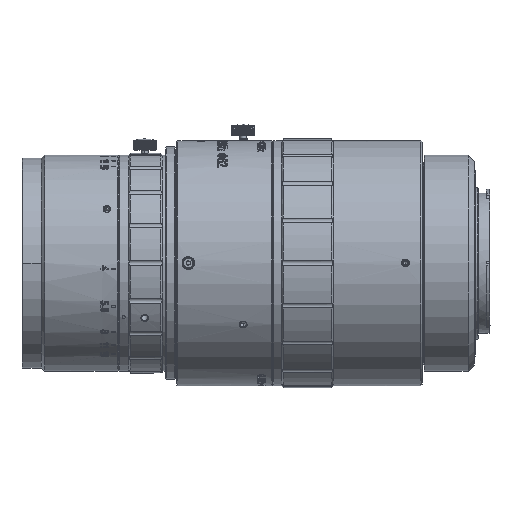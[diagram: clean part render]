
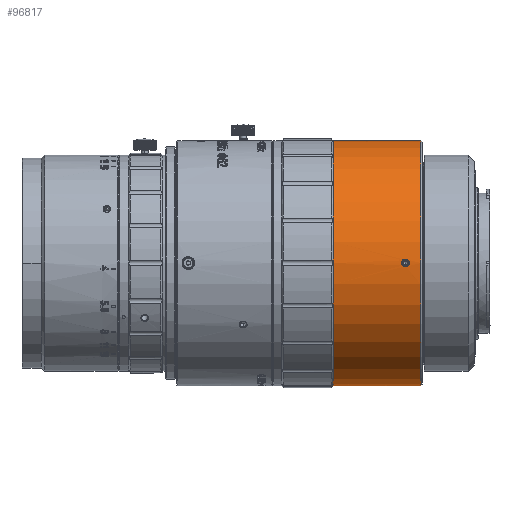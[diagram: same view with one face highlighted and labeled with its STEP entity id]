
A CAD part, top view. The second image highlights one B-rep face of the part: STEP entity #96817.
In plain terms, the highlighted cylindrical face has radius 38 mm (diameter 76 mm), a partial arc.
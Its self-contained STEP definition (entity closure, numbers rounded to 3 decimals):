
#29739=CARTESIAN_POINT('',(-56.4,0.,0.));
#29740=DIRECTION('',(1.,0.,0.));
#29741=DIRECTION('',(0.,1.,0.));
#29742=AXIS2_PLACEMENT_3D('',#29739,#29740,#29741);
#29862=CARTESIAN_POINT('',(-32.9,38.,
0.));
#29873=CARTESIAN_POINT('',(-35.3,38.,
0.));
#29886=CARTESIAN_POINT('',(-32.9,-38.,
0.));
#30085=CARTESIAN_POINT('',(-35.3,38.,
0.));
#30086=CARTESIAN_POINT('',(-35.3,38.,
0.142));
#30087=CARTESIAN_POINT('',(-35.255,37.998,
0.409));
#30088=CARTESIAN_POINT('',(-35.04,37.992,
0.789));
#30089=CARTESIAN_POINT('',(-34.715,37.985,
1.064));
#30090=CARTESIAN_POINT('',(-34.314,37.981,
1.212));
#30091=CARTESIAN_POINT('',(-33.886,37.981,
1.212));
#30092=CARTESIAN_POINT('',(-33.485,37.985,
1.064));
#30093=CARTESIAN_POINT('',(-33.16,37.992,
0.789));
#30094=CARTESIAN_POINT('',(-32.946,37.998,
0.409));
#30095=CARTESIAN_POINT('',(-32.9,38.,
0.142));
#30096=CARTESIAN_POINT('',(-32.9,38.,
0.));
#30098=DIRECTION('',(1.,0.,0.));
#30099=VECTOR('',#30098,3.6);
#30100=CARTESIAN_POINT('',(-32.9,38.,
0.));
#30101=LINE('',#30100,#30099);
#30102=CARTESIAN_POINT('',(-29.3,0.,0.));
#30103=DIRECTION('',(1.,0.,0.));
#30104=DIRECTION('',(0.,1.,0.));
#30105=AXIS2_PLACEMENT_3D('',#30102,#30103,#30104);
#30107=DIRECTION('',(-1.,0.,0.));
#30108=VECTOR('',#30107,3.6);
#30109=CARTESIAN_POINT('',(-29.3,-38.,0.));
#30110=LINE('',#30109,#30108);
#30111=CARTESIAN_POINT('',(-32.9,-38.,
0.));
#30112=CARTESIAN_POINT('',(-32.9,-38.,
0.142));
#30113=CARTESIAN_POINT('',(-32.946,-37.998,
0.41));
#30114=CARTESIAN_POINT('',(-33.16,-37.992,
0.79));
#30115=CARTESIAN_POINT('',(-33.485,-37.985,
1.064));
#30116=CARTESIAN_POINT('',(-33.886,-37.981,
1.212));
#30117=CARTESIAN_POINT('',(-34.314,-37.981,
1.212));
#30118=CARTESIAN_POINT('',(-34.715,-37.985,
1.064));
#30119=CARTESIAN_POINT('',(-35.04,-37.992,
0.79));
#30120=CARTESIAN_POINT('',(-35.254,-37.998,
0.41));
#30121=CARTESIAN_POINT('',(-35.3,-38.,
0.142));
#30122=CARTESIAN_POINT('',(-35.3,-38.,
0.));
#30124=DIRECTION('',(-1.,0.,0.));
#30125=VECTOR('',#30124,21.1);
#30126=CARTESIAN_POINT('',(-35.3,-38.,
0.));
#30127=LINE('',#30126,#30125);
#30128=DIRECTION('',(1.,0.,0.));
#30129=VECTOR('',#30128,21.1);
#30130=CARTESIAN_POINT('',(-56.4,38.,0.));
#30131=LINE('',#30130,#30129);
#30132=CARTESIAN_POINT('',(-35.3,0.,
38.));
#30133=CARTESIAN_POINT('',(-35.3,-0.142,
38.));
#30134=CARTESIAN_POINT('',(-35.254,-0.409,
37.998));
#30135=CARTESIAN_POINT('',(-35.04,-0.79,
37.992));
#30136=CARTESIAN_POINT('',(-34.714,-1.065,
37.985));
#30137=CARTESIAN_POINT('',(-34.313,-1.212,
37.981));
#30138=CARTESIAN_POINT('',(-33.887,-1.213,
37.981));
#30139=CARTESIAN_POINT('',(-33.487,-1.065,
37.985));
#30140=CARTESIAN_POINT('',(-33.16,-0.791,
37.992));
#30141=CARTESIAN_POINT('',(-32.946,-0.411,
37.998));
#30142=CARTESIAN_POINT('',(-32.9,-0.143,
38.));
#30143=CARTESIAN_POINT('',(-32.9,0.,
38.));
#30145=CARTESIAN_POINT('',(-32.9,0.,
38.));
#30146=CARTESIAN_POINT('',(-32.9,0.142,
38.));
#30147=CARTESIAN_POINT('',(-32.946,0.409,
37.998));
#30148=CARTESIAN_POINT('',(-33.16,0.79,
37.992));
#30149=CARTESIAN_POINT('',(-33.487,1.065,
37.985));
#30150=CARTESIAN_POINT('',(-33.887,1.212,
37.981));
#30151=CARTESIAN_POINT('',(-34.313,1.213,
37.981));
#30152=CARTESIAN_POINT('',(-34.713,1.065,
37.985));
#30153=CARTESIAN_POINT('',(-35.04,0.791,
37.992));
#30154=CARTESIAN_POINT('',(-35.254,0.411,
37.998));
#30155=CARTESIAN_POINT('',(-35.3,0.143,
38.));
#30156=CARTESIAN_POINT('',(-35.3,0.,
38.));
#49891=CARTESIAN_POINT('',(-56.4,38.,0.));
#49892=VERTEX_POINT('',#49891);
#49893=CARTESIAN_POINT('',(-56.4,-38.,0.));
#49894=VERTEX_POINT('',#49893);
#49909=VERTEX_POINT('',#29862);
#49910=VERTEX_POINT('',#29873);
#49911=CARTESIAN_POINT('',(-35.3,-38.,
0.));
#49912=VERTEX_POINT('',#49911);
#49913=VERTEX_POINT('',#29886);
#49914=CARTESIAN_POINT('',(-29.3,-38.,0.));
#49915=VERTEX_POINT('',#49914);
#49916=CARTESIAN_POINT('',(-29.3,38.,0.));
#49917=VERTEX_POINT('',#49916);
#49920=VERTEX_POINT('',#30132);
#49921=VERTEX_POINT('',#30143);
#96794=CARTESIAN_POINT('',(-42.85,0.,0.));
#96795=DIRECTION('',(1.,0.,0.));
#96796=DIRECTION('',(0.,1.,0.));
#96797=AXIS2_PLACEMENT_3D('',#96794,#96795,#96796);
#96798=CYLINDRICAL_SURFACE('',#96797,38.);
#96799=ORIENTED_EDGE('',*,*,#96788,.T.);
#96800=ORIENTED_EDGE('',*,*,#96414,.T.);
#96802=ORIENTED_EDGE('',*,*,#96801,.T.);
#96803=ORIENTED_EDGE('',*,*,#96410,.T.);
#96805=ORIENTED_EDGE('',*,*,#96804,.T.);
#96806=ORIENTED_EDGE('',*,*,#96406,.T.);
#96807=ORIENTED_EDGE('',*,*,#96347,.F.);
#96808=ORIENTED_EDGE('',*,*,#96403,.T.);
#96809=EDGE_LOOP('',(#96799,#96800,#96802,#96803,#96805,#96806,#96807,#96808));
#96810=FACE_OUTER_BOUND('',#96809,.F.);
#96812=ORIENTED_EDGE('',*,*,#96811,.T.);
#96814=ORIENTED_EDGE('',*,*,#96813,.T.);
#96815=EDGE_LOOP('',(#96812,#96814));
#96816=FACE_BOUND('',#96815,.F.);
#29743=CIRCLE('',#29742,38.);
#30097=B_SPLINE_CURVE_WITH_KNOTS('',3,(#30085,#30086,#30087,#30088,#30089,
#30090,#30091,#30092,#30093,#30094,#30095,#30096),.UNSPECIFIED.,.F.,.F.,(4,1,1,
1,1,1,1,1,1,4),(0.,0.111,0.222,0.333,
0.444,0.556,0.667,0.778,
0.889,1.),.UNSPECIFIED.);
#30106=CIRCLE('',#30105,38.);
#30123=B_SPLINE_CURVE_WITH_KNOTS('',3,(#30111,#30112,#30113,#30114,#30115,
#30116,#30117,#30118,#30119,#30120,#30121,#30122),.UNSPECIFIED.,.F.,.F.,(4,1,1,
1,1,1,1,1,1,4),(0.,0.111,0.222,0.333,
0.444,0.556,0.667,0.778,
0.889,1.),.UNSPECIFIED.);
#30144=B_SPLINE_CURVE_WITH_KNOTS('',3,(#30132,#30133,#30134,#30135,#30136,
#30137,#30138,#30139,#30140,#30141,#30142,#30143),.UNSPECIFIED.,.F.,.F.,(4,1,1,
1,1,1,1,1,1,4),(0.,0.111,0.222,0.333,
0.444,0.556,0.667,0.778,
0.889,1.),.UNSPECIFIED.);
#30157=B_SPLINE_CURVE_WITH_KNOTS('',3,(#30145,#30146,#30147,#30148,#30149,
#30150,#30151,#30152,#30153,#30154,#30155,#30156),.UNSPECIFIED.,.F.,.F.,(4,1,1,
1,1,1,1,1,1,4),(0.,0.111,0.222,0.333,
0.444,0.556,0.667,0.778,
0.889,1.),.UNSPECIFIED.);
#96347=EDGE_CURVE('',#49892,#49894,#29743,.T.);
#96403=EDGE_CURVE('',#49892,#49910,#30131,.T.);
#96406=EDGE_CURVE('',#49912,#49894,#30127,.T.);
#96410=EDGE_CURVE('',#49915,#49913,#30110,.T.);
#96414=EDGE_CURVE('',#49909,#49917,#30101,.T.);
#96788=EDGE_CURVE('',#49910,#49909,#30097,.T.);
#96801=EDGE_CURVE('',#49917,#49915,#30106,.T.);
#96804=EDGE_CURVE('',#49913,#49912,#30123,.T.);
#96811=EDGE_CURVE('',#49920,#49921,#30144,.T.);
#96813=EDGE_CURVE('',#49921,#49920,#30157,.T.);
#96817=ADVANCED_FACE('',(#96810,#96816),#96798,.T.);
